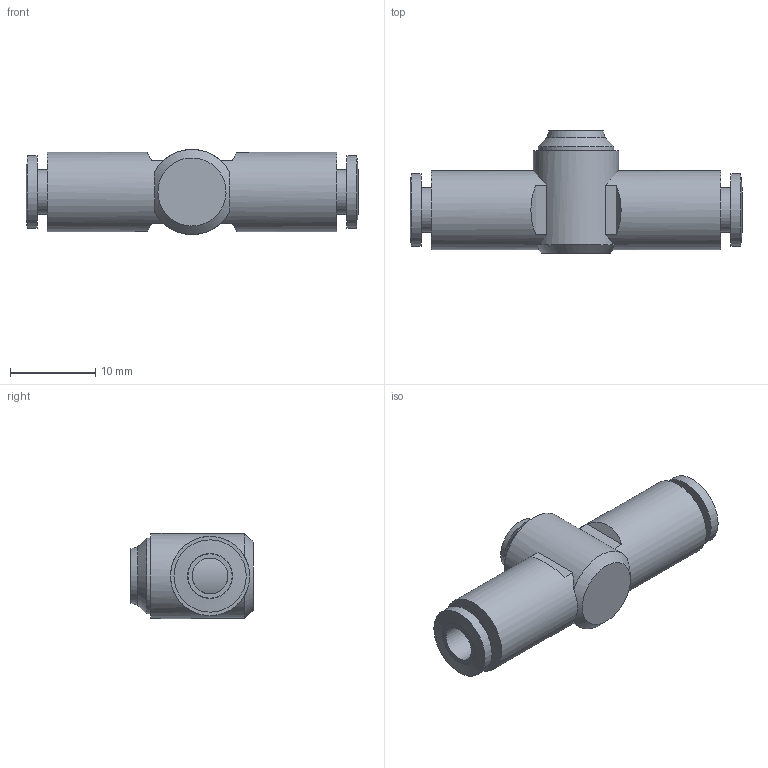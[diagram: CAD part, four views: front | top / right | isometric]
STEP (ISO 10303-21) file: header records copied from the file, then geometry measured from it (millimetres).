
FILE_DESCRIPTION(/* description */ (''),/* implementation_level */ '2;1');
FILE_NAME(/* name */ 'MEVU 04.stp',/* time_stamp */ '2019-06-10T17:25:05+09:00',/* author */ ('DIAMOND'),/* organization */ (''),/* preprocessor_version */ 'ST-DEVELOPER v15.6',/* originating_system */ 'Autodesk Inventor 2015',/* authorisation */ '');
FILE_SCHEMA (('AUTOMOTIVE_DESIGN { 1 0 10303 214 3 1 1 }'));
Length unit declared in the file: millimetre
Products named in the file (1): MEVU 04
Bounding box: 39 x 14.35 x 10 mm (x, y, z)
Volume: 1748.5 mm3; surface area: 3112.9 mm2
Topology: 1 solids, 3 shells, 113 faces, 247 edges, 157 vertices
Faces by surface type: plane 49, cylinder 33, cone 16, torus 12, bspline 2, sphere 1
Full cylindrical faces by diameter (mm): 2.4 x1, 2.5 x1, 3.7 x1, 4.2 x4, 5.25 x2, 5.3 x2, 5.6 x1, 6.2 x2, 6.5 x1, 6.6 x1, 6.7 x2, 6.9 x2, 7.4 x1, 7.5 x2, 7.6 x2, 8.5 x2, 8.9 x1, 9.3 x2, 10 x1
Entity records: 2922 total; most frequent: CARTESIAN_POINT 720, DIRECTION 468, ORIENTED_EDGE 350, AXIS2_PLACEMENT_3D 213, EDGE_LOOP 192, EDGE_CURVE 173, VERTEX_POINT 141, FACE_OUTER_BOUND 113
